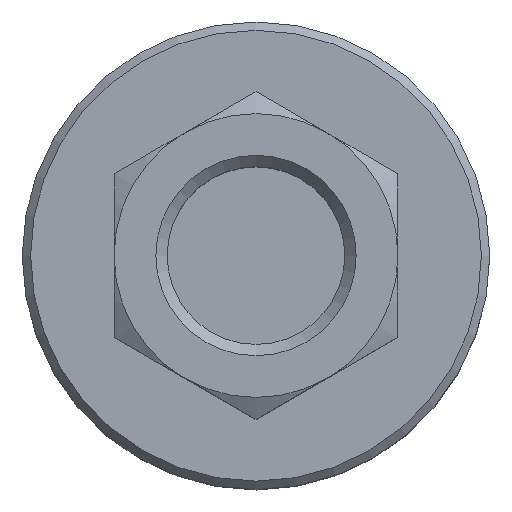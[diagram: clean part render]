
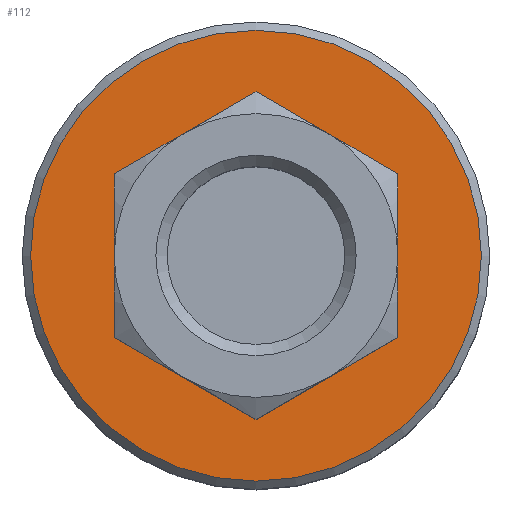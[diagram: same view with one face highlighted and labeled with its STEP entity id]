
A CAD part, top view. The second image highlights one B-rep face of the part: STEP entity #112.
In plain terms, the highlighted planar face has unit normal (0, 0, 1).
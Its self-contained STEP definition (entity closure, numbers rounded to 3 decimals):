
#112 = ADVANCED_FACE( '', ( #218, #219 ), #220, .F. );
#218 = FACE_OUTER_BOUND( '', #357, .T. );
#219 = FACE_BOUND( '', #358, .T. );
#220 = PLANE( '', #359 );
#357 = EDGE_LOOP( '', ( #679 ) );
#358 = EDGE_LOOP( '', ( #680, #681, #682, #683, #684, #685 ) );
#359 = AXIS2_PLACEMENT_3D( '', #686, #687, #688 );
#679 = ORIENTED_EDGE( '', *, *, #925, .F. );
#680 = ORIENTED_EDGE( '', *, *, #890, .F. );
#681 = ORIENTED_EDGE( '', *, *, #926, .F. );
#682 = ORIENTED_EDGE( '', *, *, #927, .F. );
#683 = ORIENTED_EDGE( '', *, *, #928, .F. );
#684 = ORIENTED_EDGE( '', *, *, #857, .F. );
#685 = ORIENTED_EDGE( '', *, *, #853, .F. );
#686 = CARTESIAN_POINT( '', ( 0., 10.415, 51. ) );
#687 = DIRECTION( '', ( 0., 0., -1. ) );
#688 = DIRECTION( '', ( -1., 0., 0. ) );
#853 = EDGE_CURVE( '', #986, #988, #989, .T. );
#857 = EDGE_CURVE( '', #988, #995, #996, .T. );
#890 = EDGE_CURVE( '', #1050, #986, #1052, .T. );
#925 = EDGE_CURVE( '', #1103, #1103, #1104, .T. );
#926 = EDGE_CURVE( '', #1105, #1050, #1106, .T. );
#927 = EDGE_CURVE( '', #1107, #1105, #1108, .T. );
#928 = EDGE_CURVE( '', #995, #1107, #1109, .T. );
#986 = VERTEX_POINT( '', #1233 );
#988 = VERTEX_POINT( '', #1236 );
#989 = LINE( '', #1237, #1238 );
#995 = VERTEX_POINT( '', #1255 );
#996 = LINE( '', #1256, #1257 );
#1050 = VERTEX_POINT( '', #1353 );
#1052 = LINE( '', #1356, #1357 );
#1103 = VERTEX_POINT( '', #1520 );
#1104 = CIRCLE( '', #1521, 13.5 );
#1105 = VERTEX_POINT( '', #1522 );
#1106 = LINE( '', #1523, #1524 );
#1107 = VERTEX_POINT( '', #1525 );
#1108 = LINE( '', #1526, #1527 );
#1109 = LINE( '', #1528, #1529 );
#1233 = CARTESIAN_POINT( '', ( 0., -9.815, 51. ) );
#1236 = CARTESIAN_POINT( '', ( 8.5, -4.907, 51. ) );
#1237 = CARTESIAN_POINT( '', ( 0., -9.815, 51. ) );
#1238 = VECTOR( '', #1627, 1000. );
#1255 = CARTESIAN_POINT( '', ( 8.5, 4.907, 51. ) );
#1256 = CARTESIAN_POINT( '', ( 8.5, -4.907, 51. ) );
#1257 = VECTOR( '', #1629, 1000. );
#1353 = CARTESIAN_POINT( '', ( -8.5, -4.907, 51. ) );
#1356 = CARTESIAN_POINT( '', ( -8.5, -4.907, 51. ) );
#1357 = VECTOR( '', #1675, 1000. );
#1520 = CARTESIAN_POINT( '', ( -13.5, 0., 51. ) );
#1521 = AXIS2_PLACEMENT_3D( '', #1716, #1717, #1718 );
#1522 = CARTESIAN_POINT( '', ( -8.5, 4.907, 51. ) );
#1523 = CARTESIAN_POINT( '', ( -8.5, 4.907, 51. ) );
#1524 = VECTOR( '', #1719, 1000. );
#1525 = CARTESIAN_POINT( '', ( 0., 9.815, 51. ) );
#1526 = CARTESIAN_POINT( '', ( 0., 9.815, 51. ) );
#1527 = VECTOR( '', #1720, 1000. );
#1528 = CARTESIAN_POINT( '', ( 8.5, 4.907, 51. ) );
#1529 = VECTOR( '', #1721, 1000. );
#1627 = DIRECTION( '', ( 0.866, 0.5, 0. ) );
#1629 = DIRECTION( '', ( 0., 1., 0. ) );
#1675 = DIRECTION( '', ( 0.866, -0.5, 0. ) );
#1716 = CARTESIAN_POINT( '', ( 0., 0., 51. ) );
#1717 = DIRECTION( '', ( 0., 0., -1. ) );
#1718 = DIRECTION( '', ( -1., 0., 0. ) );
#1719 = DIRECTION( '', ( 0., -1., 0. ) );
#1720 = DIRECTION( '', ( -0.866, -0.5, 0. ) );
#1721 = DIRECTION( '', ( -0.866, 0.5, 0. ) );
